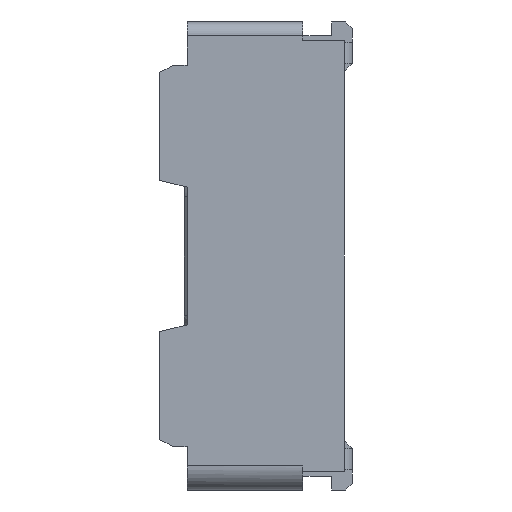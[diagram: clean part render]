
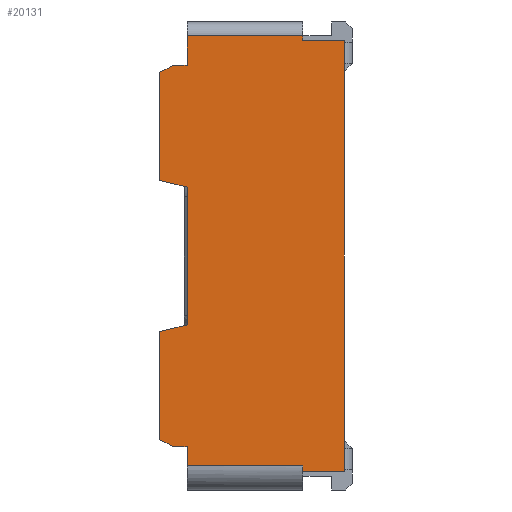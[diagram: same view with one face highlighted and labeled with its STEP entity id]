
A CAD part, left-side view. The second image highlights one B-rep face of the part: STEP entity #20131.
In plain terms, the highlighted planar face has unit normal (-1, 0, 0).
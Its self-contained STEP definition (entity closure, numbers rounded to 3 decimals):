
#209=DIRECTION('',(0.,1.,0.));
#210=VECTOR('',#209,0.1);
#211=CARTESIAN_POINT('',(-7.95,0.57,1.385));
#212=LINE('',#211,#210);
#237=DIRECTION('',(0.,0.,-1.));
#238=VECTOR('',#237,0.215);
#239=CARTESIAN_POINT('',(-7.95,0.57,1.6));
#240=LINE('',#239,#238);
#241=DIRECTION('',(0.,-1.,0.));
#242=VECTOR('',#241,0.84);
#243=CARTESIAN_POINT('',(-7.95,0.57,1.6));
#244=LINE('',#243,#242);
#245=DIRECTION('',(0.,0.,-1.));
#246=VECTOR('',#245,0.035);
#247=CARTESIAN_POINT('',(-7.95,-0.27,1.6));
#248=LINE('',#247,#246);
#249=DIRECTION('',(0.,1.,0.));
#250=VECTOR('',#249,0.3);
#251=CARTESIAN_POINT('',(-7.95,-0.57,1.565));
#252=LINE('',#251,#250);
#253=DIRECTION('',(0.,1.,0.));
#254=VECTOR('',#253,0.3);
#255=CARTESIAN_POINT('',(-7.95,-0.57,-1.565));
#256=LINE('',#255,#254);
#257=DIRECTION('',(0.,0.,-1.));
#258=VECTOR('',#257,0.04);
#259=CARTESIAN_POINT('',(-7.95,-0.27,-1.525));
#260=LINE('',#259,#258);
#261=DIRECTION('',(0.,1.,0.));
#262=VECTOR('',#261,0.84);
#263=CARTESIAN_POINT('',(-7.95,-0.27,-1.525));
#264=LINE('',#263,#262);
#265=DIRECTION('',(0.,0.,-1.));
#266=VECTOR('',#265,0.14);
#267=CARTESIAN_POINT('',(-7.95,0.57,-1.385));
#268=LINE('',#267,#266);
#269=DIRECTION('',(0.,1.,0.));
#270=VECTOR('',#269,0.1);
#271=CARTESIAN_POINT('',(-7.95,0.57,-1.385));
#272=LINE('',#271,#270);
#273=DIRECTION('',(0.,-0.894,-0.447));
#274=VECTOR('',#273,0.112);
#275=CARTESIAN_POINT('',(-7.95,0.77,-1.335));
#276=LINE('',#275,#274);
#277=DIRECTION('',(0.,0.97,-0.243));
#278=VECTOR('',#277,0.206);
#279=CARTESIAN_POINT('',(-7.95,0.57,-0.5));
#280=LINE('',#279,#278);
#281=DIRECTION('',(0.,0.,-1.));
#282=VECTOR('',#281,1.);
#283=CARTESIAN_POINT('',(-7.95,0.57,0.5));
#284=LINE('',#283,#282);
#285=DIRECTION('',(0.,-0.97,-0.243));
#286=VECTOR('',#285,0.206);
#287=CARTESIAN_POINT('',(-7.95,0.77,0.55));
#288=LINE('',#287,#286);
#289=DIRECTION('',(0.,0.894,-0.447));
#290=VECTOR('',#289,0.112);
#291=CARTESIAN_POINT('',(-7.95,0.67,1.385));
#292=LINE('',#291,#290);
#950=DIRECTION('',(0.,0.,1.));
#951=VECTOR('',#950,0.785);
#952=CARTESIAN_POINT('',(-7.95,0.77,0.55));
#953=LINE('',#952,#951);
#975=DIRECTION('',(0.,0.,1.));
#976=VECTOR('',#975,0.785);
#977=CARTESIAN_POINT('',(-7.95,0.77,-1.335));
#978=LINE('',#977,#976);
#2400=DIRECTION('',(0.,0.,-1.));
#2401=VECTOR('',#2400,3.13);
#2402=CARTESIAN_POINT('',(-7.95,-0.57,1.565));
#2403=LINE('',#2402,#2401);
#14942=CARTESIAN_POINT('',(-7.95,-0.57,1.565));
#14943=CARTESIAN_POINT('',(-7.95,-0.27,1.565));
#14944=VERTEX_POINT('',#14942);
#14945=VERTEX_POINT('',#14943);
#14954=CARTESIAN_POINT('',(-7.95,-0.57,-1.565));
#14955=VERTEX_POINT('',#14954);
#14964=CARTESIAN_POINT('',(-7.95,0.57,1.385));
#14966=VERTEX_POINT('',#14964);
#14968=CARTESIAN_POINT('',(-7.95,0.57,-1.385));
#14970=VERTEX_POINT('',#14968);
#15643=CARTESIAN_POINT('',(-7.95,-0.27,-1.565));
#15645=VERTEX_POINT('',#15643);
#15647=CARTESIAN_POINT('',(-7.95,-0.27,1.6));
#15649=VERTEX_POINT('',#15647);
#15650=CARTESIAN_POINT('',(-7.95,0.57,1.6));
#15651=VERTEX_POINT('',#15650);
#15655=CARTESIAN_POINT('',(-7.95,0.57,-1.525));
#15657=VERTEX_POINT('',#15655);
#15658=CARTESIAN_POINT('',(-7.95,-0.27,-1.525));
#15659=VERTEX_POINT('',#15658);
#15758=CARTESIAN_POINT('',(-7.95,0.67,1.385));
#15760=VERTEX_POINT('',#15758);
#15762=CARTESIAN_POINT('',(-7.95,0.77,1.335));
#15764=VERTEX_POINT('',#15762);
#15767=CARTESIAN_POINT('',(-7.95,0.77,-1.335));
#15769=VERTEX_POINT('',#15767);
#15771=CARTESIAN_POINT('',(-7.95,0.67,-1.385));
#15773=VERTEX_POINT('',#15771);
#15806=CARTESIAN_POINT('',(-7.95,0.77,0.55));
#15807=CARTESIAN_POINT('',(-7.95,0.57,0.5));
#15808=VERTEX_POINT('',#15806);
#15809=VERTEX_POINT('',#15807);
#15818=CARTESIAN_POINT('',(-7.95,0.57,-0.5));
#15819=CARTESIAN_POINT('',(-7.95,0.77,-0.55));
#15820=VERTEX_POINT('',#15818);
#15821=VERTEX_POINT('',#15819);
#20093=CARTESIAN_POINT('',(-7.95,0.57,1.7));
#20094=DIRECTION('',(-1.,0.,0.));
#20095=DIRECTION('',(0.,-1.,0.));
#20096=AXIS2_PLACEMENT_3D('',#20093,#20094,#20095);
#20097=PLANE('',#20096);
#20098=ORIENTED_EDGE('',*,*,#20050,.F.);
#20099=ORIENTED_EDGE('',*,*,#19886,.F.);
#20101=ORIENTED_EDGE('',*,*,#20100,.T.);
#20103=ORIENTED_EDGE('',*,*,#20102,.T.);
#20105=ORIENTED_EDGE('',*,*,#20104,.F.);
#20107=ORIENTED_EDGE('',*,*,#20106,.T.);
#20109=ORIENTED_EDGE('',*,*,#20108,.T.);
#20111=ORIENTED_EDGE('',*,*,#20110,.F.);
#20113=ORIENTED_EDGE('',*,*,#20112,.T.);
#20114=ORIENTED_EDGE('',*,*,#19909,.F.);
#20116=ORIENTED_EDGE('',*,*,#20115,.T.);
#20118=ORIENTED_EDGE('',*,*,#20117,.F.);
#20120=ORIENTED_EDGE('',*,*,#20119,.T.);
#20122=ORIENTED_EDGE('',*,*,#20121,.F.);
#20123=ORIENTED_EDGE('',*,*,#19939,.F.);
#20125=ORIENTED_EDGE('',*,*,#20124,.F.);
#20127=ORIENTED_EDGE('',*,*,#20126,.T.);
#20128=ORIENTED_EDGE('',*,*,#20084,.F.);
#20129=EDGE_LOOP('',(#20098,#20099,#20101,#20103,#20105,#20107,#20109,#20111,
#20113,#20114,#20116,#20118,#20120,#20122,#20123,#20125,#20127,#20128));
#20130=FACE_OUTER_BOUND('',#20129,.F.);
#20131=ADVANCED_FACE('',(#20130),#20097,.T.);
#19886=EDGE_CURVE('',#15651,#14966,#240,.T.);
#19909=EDGE_CURVE('',#14970,#15657,#268,.T.);
#19939=EDGE_CURVE('',#15809,#15820,#284,.T.);
#20050=EDGE_CURVE('',#14966,#15760,#212,.T.);
#20084=EDGE_CURVE('',#15760,#15764,#292,.T.);
#20100=EDGE_CURVE('',#15651,#15649,#244,.T.);
#20102=EDGE_CURVE('',#15649,#14945,#248,.T.);
#20104=EDGE_CURVE('',#14944,#14945,#252,.T.);
#20106=EDGE_CURVE('',#14944,#14955,#2403,.T.);
#20108=EDGE_CURVE('',#14955,#15645,#256,.T.);
#20110=EDGE_CURVE('',#15659,#15645,#260,.T.);
#20112=EDGE_CURVE('',#15659,#15657,#264,.T.);
#20115=EDGE_CURVE('',#14970,#15773,#272,.T.);
#20117=EDGE_CURVE('',#15769,#15773,#276,.T.);
#20119=EDGE_CURVE('',#15769,#15821,#978,.T.);
#20121=EDGE_CURVE('',#15820,#15821,#280,.T.);
#20124=EDGE_CURVE('',#15808,#15809,#288,.T.);
#20126=EDGE_CURVE('',#15808,#15764,#953,.T.);
